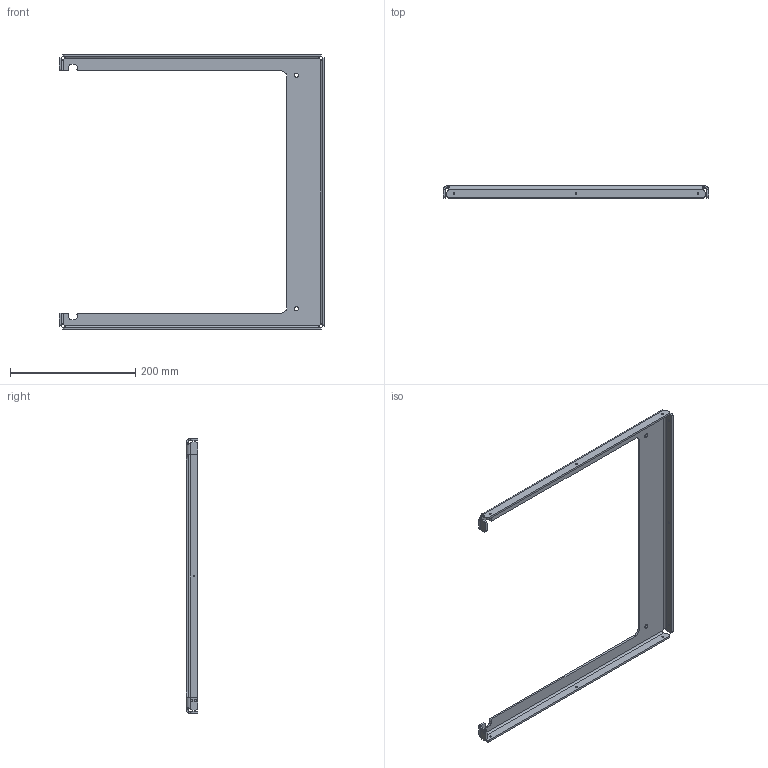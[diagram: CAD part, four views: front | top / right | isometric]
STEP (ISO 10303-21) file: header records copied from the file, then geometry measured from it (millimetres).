
FILE_DESCRIPTION(/* description */ (''),/* implementation_level */ '2;1');
FILE_NAME(/* name */ 'topB.stp',/* time_stamp */ '2016-07-14T20:11:03-07:00',/* author */ ('brent'),/* organization */ (''),/* preprocessor_version */ 'ST-DEVELOPER v16.1',/* originating_system */ 'Autodesk Inventor 2016',/* authorisation */ '');
FILE_SCHEMA (('AUTOMOTIVE_DESIGN { 1 0 10303 214 3 1 1 }'));
Length unit declared in the file: inch
Products named in the file (1): frame
Bounding box: 423.4 x 19 x 439.1 mm (x, y, z)
Volume: 197902.2 mm3; surface area: 133452.4 mm2
Topology: 1 solids, 1 shells, 107 faces, 291 edges, 186 vertices
Faces by surface type: cylinder 63, plane 36, bspline 8
Full cylindrical faces by diameter (mm): 2.9 x9, 3.5 x2, 6.5 x2
Entity records: 3706 total; most frequent: CARTESIAN_POINT 938, DIRECTION 572, ORIENTED_EDGE 556, EDGE_CURVE 278, AXIS2_PLACEMENT_3D 210, VERTEX_POINT 186, LINE 152, VECTOR 152
